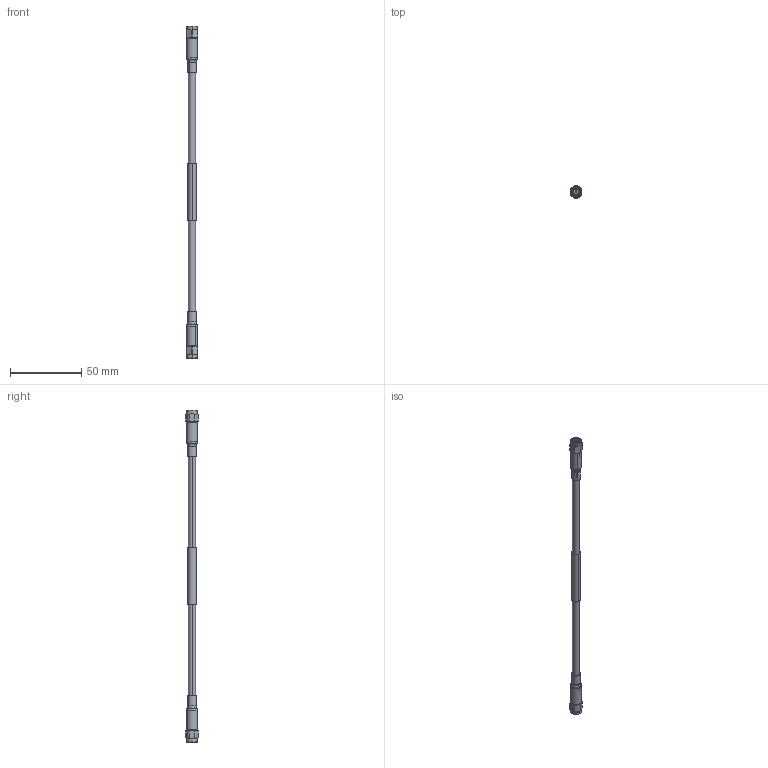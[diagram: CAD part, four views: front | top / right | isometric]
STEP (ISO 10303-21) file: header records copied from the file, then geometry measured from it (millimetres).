
FILE_DESCRIPTION (( 'STEP AP214' ), '1' );
FILE_NAME ('FMCA10016_3D.step', '2024-01-26T20:47:47', ( '' ), ( '' ), 'SwSTEP 2.0', 'SolidWorks 2022', '' );
FILE_SCHEMA (( 'AUTOMOTIVE_DESIGN' ));
Length unit declared in the file: inch
Products named in the file (8): SC7050_SC7050 -RG223; RG400_U_cable; SC7059-MA2; HeatShrink_SC7050; SC7050-MA3_SC7050 -RG223; 1AW01-003_.230 ID X 1" long; SC7050-MA1; FMCA10016_3D
Assembly tree (9 placements, depth 3):
  FMCA10016_3D
    1AW01-003_.230 ID X 1" long
    RG400_U_cable
    SC7050_SC7050 -RG223  x2
      SC7050-MA1
      SC7059-MA2
      SC7050-MA3_SC7050 -RG223
    HeatShrink_SC7050  x2
Bounding box: 8 x 8.86 x 233.32 mm (x, y, z)
Volume: 5531.4 mm3; surface area: 9098.5 mm2
Topology: 10 solids, 10 shells, 256 faces, 548 edges, 328 vertices
Faces by surface type: cylinder 100, cone 88, plane 52, torus 16
Entity records: 4298 total; most frequent: CARTESIAN_POINT 771, DIRECTION 713, ORIENTED_EDGE 566, AXIS2_PLACEMENT_3D 304, EDGE_CURVE 283, VERTEX_POINT 170, CIRCLE 158, EDGE_LOOP 151
